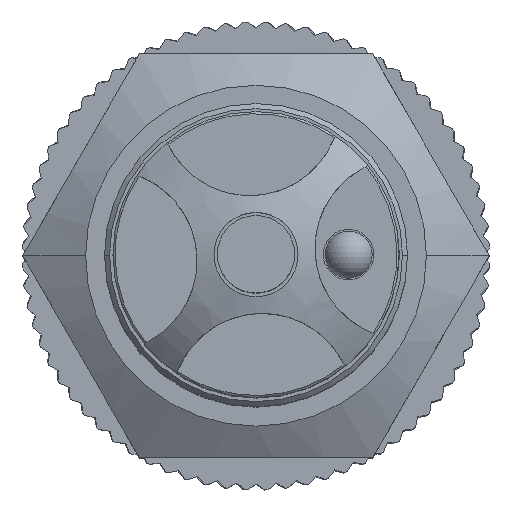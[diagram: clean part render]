
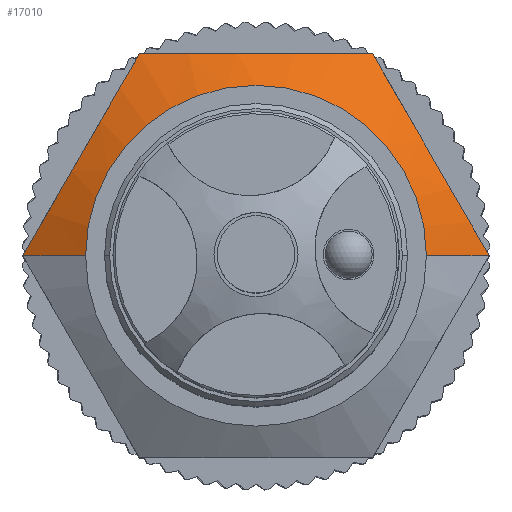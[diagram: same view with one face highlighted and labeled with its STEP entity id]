
A CAD part, top view. The second image highlights one B-rep face of the part: STEP entity #17010.
In plain terms, the highlighted conical face has half-angle 60 degrees and reference radius 11.991 mm.
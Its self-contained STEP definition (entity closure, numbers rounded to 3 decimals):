
#3635=DIRECTION('',(0.866,0.,0.5));
#3636=VECTOR('',#3635,4.309);
#3637=CARTESIAN_POINT('',(-30.533,13.906,
-51.751));
#3638=LINE('',#3637,#3636);
#3639=CARTESIAN_POINT('',(-23.605,25.906,
-51.751));
#3640=CARTESIAN_POINT('',(-23.761,25.636,
-51.661));
#3641=CARTESIAN_POINT('',(-24.072,25.098,
-51.49));
#3642=CARTESIAN_POINT('',(-24.537,24.292,
-51.265));
#3643=CARTESIAN_POINT('',(-25.001,23.489,
-51.074));
#3644=CARTESIAN_POINT('',(-25.462,22.69,
-50.917));
#3645=CARTESIAN_POINT('',(-25.922,21.894,
-50.798));
#3646=CARTESIAN_POINT('',(-26.383,21.095,
-50.718));
#3647=CARTESIAN_POINT('',(-26.847,20.291,
-50.677));
#3648=CARTESIAN_POINT('',(-27.311,19.487,
-50.678));
#3649=CARTESIAN_POINT('',(-27.775,18.684,
-50.72));
#3650=CARTESIAN_POINT('',(-28.238,17.882,
-50.803));
#3651=CARTESIAN_POINT('',(-28.7,17.082,
-50.924));
#3652=CARTESIAN_POINT('',(-29.158,16.288,
-51.081));
#3653=CARTESIAN_POINT('',(-29.615,15.497,
-51.272));
#3654=CARTESIAN_POINT('',(-30.072,14.705,
-51.494));
#3655=CARTESIAN_POINT('',(-30.379,14.173,
-51.662));
#3656=CARTESIAN_POINT('',(-30.533,13.906,
-51.751));
#3658=CARTESIAN_POINT('',(-9.749,25.906,
-51.751));
#3659=CARTESIAN_POINT('',(-10.059,25.906,
-51.661));
#3660=CARTESIAN_POINT('',(-10.68,25.906,
-51.491));
#3661=CARTESIAN_POINT('',(-11.609,25.906,
-51.266));
#3662=CARTESIAN_POINT('',(-12.538,25.906,
-51.074));
#3663=CARTESIAN_POINT('',(-13.466,25.906,
-50.917));
#3664=CARTESIAN_POINT('',(-14.394,25.906,
-50.797));
#3665=CARTESIAN_POINT('',(-15.323,25.906,
-50.716));
#3666=CARTESIAN_POINT('',(-16.253,25.906,
-50.677));
#3667=CARTESIAN_POINT('',(-17.182,25.906,
-50.678));
#3668=CARTESIAN_POINT('',(-18.107,25.906,
-50.721));
#3669=CARTESIAN_POINT('',(-19.03,25.906,
-50.805));
#3670=CARTESIAN_POINT('',(-19.949,25.906,
-50.926));
#3671=CARTESIAN_POINT('',(-20.861,25.906,
-51.083));
#3672=CARTESIAN_POINT('',(-21.77,25.906,
-51.272));
#3673=CARTESIAN_POINT('',(-22.682,25.906,
-51.493));
#3674=CARTESIAN_POINT('',(-23.296,25.906,
-51.662));
#3675=CARTESIAN_POINT('',(-23.605,25.906,
-51.751));
#3677=CARTESIAN_POINT('',(-2.821,13.906,
-51.751));
#3678=CARTESIAN_POINT('',(-2.976,14.176,
-51.661));
#3679=CARTESIAN_POINT('',(-3.288,14.715,
-51.49));
#3680=CARTESIAN_POINT('',(-3.753,15.521,
-51.265));
#3681=CARTESIAN_POINT('',(-4.216,16.324,
-51.074));
#3682=CARTESIAN_POINT('',(-4.677,17.123,
-50.917));
#3683=CARTESIAN_POINT('',(-5.137,17.919,
-50.798));
#3684=CARTESIAN_POINT('',(-5.598,18.718,
-50.718));
#3685=CARTESIAN_POINT('',(-6.063,19.522,
-50.677));
#3686=CARTESIAN_POINT('',(-6.527,20.326,
-50.678));
#3687=CARTESIAN_POINT('',(-6.991,21.129,
-50.72));
#3688=CARTESIAN_POINT('',(-7.454,21.931,
-50.803));
#3689=CARTESIAN_POINT('',(-7.915,22.731,
-50.924));
#3690=CARTESIAN_POINT('',(-8.373,23.524,
-51.081));
#3691=CARTESIAN_POINT('',(-8.83,24.316,
-51.272));
#3692=CARTESIAN_POINT('',(-9.287,25.107,
-51.494));
#3693=CARTESIAN_POINT('',(-9.595,25.64,
-51.662));
#3694=CARTESIAN_POINT('',(-9.749,25.906,
-51.751));
#3696=CARTESIAN_POINT('',(-16.677,13.906,
-49.597));
#3697=DIRECTION('',(0.,0.,1.));
#3698=DIRECTION('',(1.,0.,0.));
#3699=AXIS2_PLACEMENT_3D('',#3696,#3697,#3698);
#3706=DIRECTION('',(-0.866,0.,0.5));
#3707=VECTOR('',#3706,4.309);
#3708=CARTESIAN_POINT('',(-2.821,13.906,
-51.751));
#3709=LINE('',#3708,#3707);
#3727=CARTESIAN_POINT('',(-2.821,13.906,
-51.751));
#7777=VERTEX_POINT('',#3639);
#7778=VERTEX_POINT('',#3656);
#7780=VERTEX_POINT('',#3727);
#7782=CARTESIAN_POINT('',(-26.802,13.906,
-49.597));
#7783=CARTESIAN_POINT('',(-6.552,13.906,
-49.597));
#7784=VERTEX_POINT('',#7782);
#7785=VERTEX_POINT('',#7783);
#7786=VERTEX_POINT('',#3694);
#16993=CARTESIAN_POINT('',(-16.677,13.906,
-50.674));
#16994=DIRECTION('',(0.,0.,-1.));
#16995=DIRECTION('',(-1.,0.,0.));
#16996=AXIS2_PLACEMENT_3D('',#16993,#16994,#16995);
#16997=CONICAL_SURFACE('',#16996,11.991,60.);
#16999=ORIENTED_EDGE('',*,*,#16998,.T.);
#17001=ORIENTED_EDGE('',*,*,#17000,.F.);
#17003=ORIENTED_EDGE('',*,*,#17002,.F.);
#17004=ORIENTED_EDGE('',*,*,#16977,.F.);
#17005=ORIENTED_EDGE('',*,*,#16823,.F.);
#17007=ORIENTED_EDGE('',*,*,#17006,.T.);
#17008=EDGE_LOOP('',(#16999,#17001,#17003,#17004,#17005,#17007));
#17009=FACE_OUTER_BOUND('',#17008,.F.);
#17010=ADVANCED_FACE('',(#17009),#16997,.T.);
#3657=B_SPLINE_CURVE_WITH_KNOTS('',3,(#3639,#3640,#3641,#3642,#3643,#3644,#3645,
#3646,#3647,#3648,#3649,#3650,#3651,#3652,#3653,#3654,#3655,#3656),
.UNSPECIFIED.,.F.,.F.,(4,1,1,1,1,1,1,1,1,1,1,1,1,1,1,4),(0.,0.067,
0.133,0.2,0.267,0.333,0.4,
0.467,0.533,0.6,0.667,0.733,
0.8,0.867,0.933,1.),.UNSPECIFIED.);
#3676=B_SPLINE_CURVE_WITH_KNOTS('',3,(#3658,#3659,#3660,#3661,#3662,#3663,#3664,
#3665,#3666,#3667,#3668,#3669,#3670,#3671,#3672,#3673,#3674,#3675),
.UNSPECIFIED.,.F.,.F.,(4,1,1,1,1,1,1,1,1,1,1,1,1,1,1,4),(0.,0.067,
0.133,0.2,0.267,0.333,0.4,
0.467,0.533,0.6,0.667,0.733,
0.8,0.867,0.933,1.),.UNSPECIFIED.);
#3695=B_SPLINE_CURVE_WITH_KNOTS('',3,(#3677,#3678,#3679,#3680,#3681,#3682,#3683,
#3684,#3685,#3686,#3687,#3688,#3689,#3690,#3691,#3692,#3693,#3694),
.UNSPECIFIED.,.F.,.F.,(4,1,1,1,1,1,1,1,1,1,1,1,1,1,1,4),(0.,0.067,
0.133,0.2,0.267,0.333,0.4,
0.467,0.533,0.6,0.667,0.733,
0.8,0.867,0.933,1.),.UNSPECIFIED.);
#3700=CIRCLE('',#3699,10.125);
#16823=EDGE_CURVE('',#7780,#7786,#3695,.T.);
#16977=EDGE_CURVE('',#7786,#7777,#3676,.T.);
#16998=EDGE_CURVE('',#7785,#7784,#3700,.T.);
#17000=EDGE_CURVE('',#7778,#7784,#3638,.T.);
#17002=EDGE_CURVE('',#7777,#7778,#3657,.T.);
#17006=EDGE_CURVE('',#7780,#7785,#3709,.T.);
